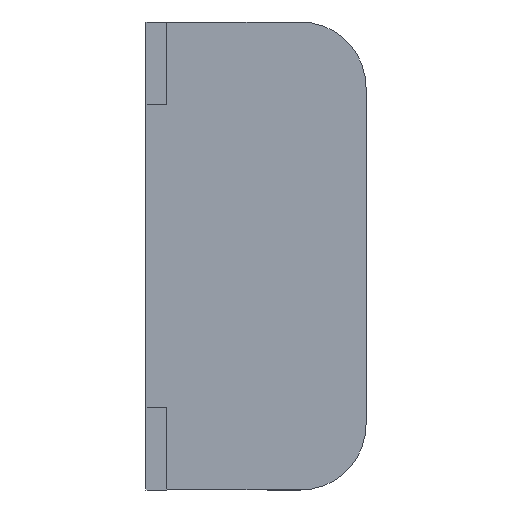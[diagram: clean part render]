
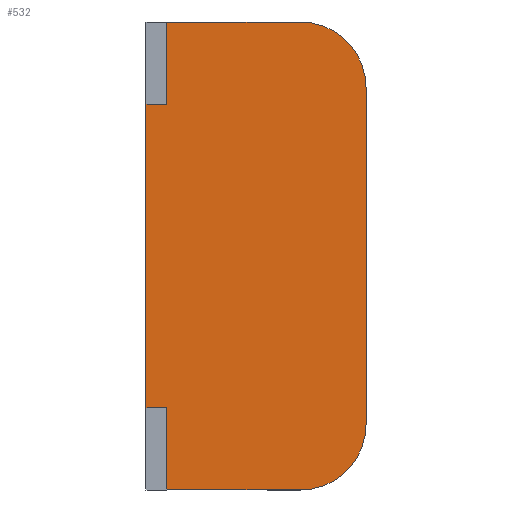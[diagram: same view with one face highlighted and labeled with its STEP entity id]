
A CAD part, left-side view. The second image highlights one B-rep face of the part: STEP entity #532.
In plain terms, the highlighted planar face has unit normal (-1, 0, 0).
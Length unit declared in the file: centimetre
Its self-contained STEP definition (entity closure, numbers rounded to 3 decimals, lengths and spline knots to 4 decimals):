
#12 = VECTOR ( 'NONE', #798, 100. ) ;
#35 = EDGE_CURVE ( 'NONE', #158, #180, #472, .T. ) ;
#42 = ORIENTED_EDGE ( 'NONE', *, *, #471, .F. ) ;
#54 = DIRECTION ( 'NONE',  ( 0., 0., 1. ) ) ;
#57 = VERTEX_POINT ( 'NONE', #575 ) ;
#72 = LINE ( 'NONE', #802, #870 ) ;
#73 = AXIS2_PLACEMENT_3D ( 'NONE', #117, #968, #543 ) ;
#85 = EDGE_CURVE ( 'NONE', #145, #428, #305, .T. ) ;
#112 = CARTESIAN_POINT ( 'NONE',  ( -3.7, 2.18, 1.85 ) ) ;
#117 = CARTESIAN_POINT ( 'NONE',  ( -3.7, 2.43, 2.85 ) ) ;
#122 = CARTESIAN_POINT ( 'NONE',  ( -3.7, -0.25, -2.05 ) ) ;
#127 = DIRECTION ( 'NONE',  ( 0., -1., 0. ) ) ;
#140 = CARTESIAN_POINT ( 'NONE',  ( -3.7, 0.55, 2.05 ) ) ;
#145 = VERTEX_POINT ( 'NONE', #881 ) ;
#156 = CARTESIAN_POINT ( 'NONE',  ( -3.7, 2.43, 1.85 ) ) ;
#158 = VERTEX_POINT ( 'NONE', #373 ) ;
#163 = CARTESIAN_POINT ( 'NONE',  ( -3.7, -0.25, 0. ) ) ;
#176 = VECTOR ( 'NONE', #54, 100. ) ;
#180 = VERTEX_POINT ( 'NONE', #122 ) ;
#186 = EDGE_CURVE ( 'NONE', #428, #653, #316, .T. ) ;
#208 = VECTOR ( 'NONE', #809, 100. ) ;
#247 = VECTOR ( 'NONE', #485, 100. ) ;
#252 = VERTEX_POINT ( 'NONE', #411 ) ;
#264 = ORIENTED_EDGE ( 'NONE', *, *, #813, .T. ) ;
#288 = ORIENTED_EDGE ( 'NONE', *, *, #1008, .F. ) ;
#289 = ORIENTED_EDGE ( 'NONE', *, *, #85, .F. ) ;
#301 = PLANE ( 'NONE',  #73 ) ;
#305 = LINE ( 'NONE', #156, #950 ) ;
#314 = CARTESIAN_POINT ( 'NONE',  ( -3.7, 2.43, -1.85 ) ) ;
#316 = LINE ( 'NONE', #873, #620 ) ;
#373 = CARTESIAN_POINT ( 'NONE',  ( -3.7, 0.55, -2.85 ) ) ;
#377 = DIRECTION ( 'NONE',  ( 0., 0., 1. ) ) ;
#392 = DIRECTION ( 'NONE',  ( 0., 0., -1. ) ) ;
#411 = CARTESIAN_POINT ( 'NONE',  ( -3.7, 0.55, 2.85 ) ) ;
#413 = LINE ( 'NONE', #811, #247 ) ;
#428 = VERTEX_POINT ( 'NONE', #112 ) ;
#471 = EDGE_CURVE ( 'NONE', #868, #145, #1034, .T. ) ;
#472 = CIRCLE ( 'NONE', #694, 0.8 ) ;
#480 = EDGE_LOOP ( 'NONE', ( #865, #942, #288, #264, #540, #988, #289, #42, #570, #1087 ) ) ;
#483 = FACE_OUTER_BOUND ( 'NONE', #480, .T. ) ;
#485 = DIRECTION ( 'NONE',  ( 0., -1., 0. ) ) ;
#486 = DIRECTION ( 'NONE',  ( -1., 0., 0. ) ) ;
#532 = ADVANCED_FACE ( 'NONE', ( #483 ), #301, .F. ) ;
#540 = ORIENTED_EDGE ( 'NONE', *, *, #1057, .F. ) ;
#543 = DIRECTION ( 'NONE',  ( 0., 0., -1. ) ) ;
#546 = EDGE_CURVE ( 'NONE', #617, #158, #724, .T. ) ;
#564 = DIRECTION ( 'NONE',  ( 0., 0., 1. ) ) ;
#565 = CARTESIAN_POINT ( 'NONE',  ( -3.7, 2.43, 2.85 ) ) ;
#570 = ORIENTED_EDGE ( 'NONE', *, *, #595, .F. ) ;
#575 = CARTESIAN_POINT ( 'NONE',  ( -3.7, 2.18, -1.85 ) ) ;
#595 = EDGE_CURVE ( 'NONE', #57, #868, #1002, .T. ) ;
#597 = CARTESIAN_POINT ( 'NONE',  ( -3.7, 2.18, 2.85 ) ) ;
#617 = VERTEX_POINT ( 'NONE', #936 ) ;
#620 = VECTOR ( 'NONE', #377, 100. ) ;
#639 = LINE ( 'NONE', #163, #12 ) ;
#645 = VERTEX_POINT ( 'NONE', #830 ) ;
#649 = DIRECTION ( 'NONE',  ( 0., 1., 0. ) ) ;
#651 = VECTOR ( 'NONE', #649, 100. ) ;
#653 = VERTEX_POINT ( 'NONE', #597 ) ;
#674 = CARTESIAN_POINT ( 'NONE',  ( -3.7, 2.43, -1.85 ) ) ;
#694 = AXIS2_PLACEMENT_3D ( 'NONE', #1061, #486, #392 ) ;
#724 = LINE ( 'NONE', #1059, #208 ) ;
#768 = EDGE_CURVE ( 'NONE', #617, #57, #72, .T. ) ;
#798 = DIRECTION ( 'NONE',  ( 0., 0., -1. ) ) ;
#802 = CARTESIAN_POINT ( 'NONE',  ( -3.7, 2.18, -2.85 ) ) ;
#808 = DIRECTION ( 'NONE',  ( -1., 0., 0. ) ) ;
#809 = DIRECTION ( 'NONE',  ( 0., -1., 0. ) ) ;
#811 = CARTESIAN_POINT ( 'NONE',  ( -3.7, 2.43, 2.85 ) ) ;
#813 = EDGE_CURVE ( 'NONE', #645, #252, #984, .T. ) ;
#830 = CARTESIAN_POINT ( 'NONE',  ( -3.7, -0.25, 2.05 ) ) ;
#865 = ORIENTED_EDGE ( 'NONE', *, *, #546, .T. ) ;
#868 = VERTEX_POINT ( 'NONE', #674 ) ;
#870 = VECTOR ( 'NONE', #564, 100. ) ;
#873 = CARTESIAN_POINT ( 'NONE',  ( -3.7, 2.18, 2.85 ) ) ;
#881 = CARTESIAN_POINT ( 'NONE',  ( -3.7, 2.43, 1.85 ) ) ;
#886 = DIRECTION ( 'NONE',  ( 0., 0., -1. ) ) ;
#936 = CARTESIAN_POINT ( 'NONE',  ( -3.7, 2.18, -2.85 ) ) ;
#942 = ORIENTED_EDGE ( 'NONE', *, *, #35, .T. ) ;
#950 = VECTOR ( 'NONE', #127, 100. ) ;
#968 = DIRECTION ( 'NONE',  ( 1., 0., 0. ) ) ;
#984 = CIRCLE ( 'NONE', #1015, 0.8 ) ;
#988 = ORIENTED_EDGE ( 'NONE', *, *, #186, .F. ) ;
#1002 = LINE ( 'NONE', #314, #651 ) ;
#1008 = EDGE_CURVE ( 'NONE', #645, #180, #639, .T. ) ;
#1015 = AXIS2_PLACEMENT_3D ( 'NONE', #140, #808, #886 ) ;
#1034 = LINE ( 'NONE', #565, #176 ) ;
#1057 = EDGE_CURVE ( 'NONE', #653, #252, #413, .T. ) ;
#1059 = CARTESIAN_POINT ( 'NONE',  ( -3.7, 2.43, -2.85 ) ) ;
#1061 = CARTESIAN_POINT ( 'NONE',  ( -3.7, 0.55, -2.05 ) ) ;
#1087 = ORIENTED_EDGE ( 'NONE', *, *, #768, .F. ) ;
